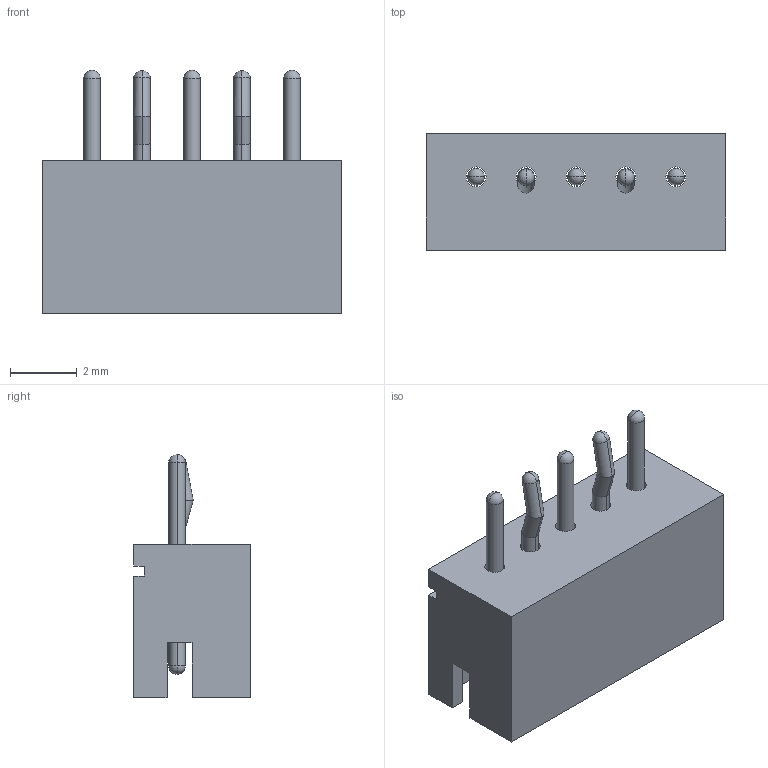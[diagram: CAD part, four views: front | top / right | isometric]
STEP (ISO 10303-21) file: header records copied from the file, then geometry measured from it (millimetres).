
FILE_DESCRIPTION((''),'2;1');
FILE_NAME('JS-1174-05','2018-04-27T',('csrd01'),(''),'CREO PARAMETRIC BY PTC INC, 2017300','CREO PARAMETRIC BY PTC INC, 2017300','');
FILE_SCHEMA(('CONFIG_CONTROL_DESIGN'));
Length unit declared in the file: millimetre
Products named in the file (1): JS-1174-05
Bounding box: 9 x 3.5 x 7.3 mm (x, y, z)
Volume: 68.8 mm3; surface area: 318.9 mm2
Topology: 6 solids, 6 shells, 82 faces, 222 edges, 130 vertices
Faces by surface type: plane 34, cylinder 28, sphere 20
Entity records: 2554 total; most frequent: CARTESIAN_POINT 530, DIRECTION 410, ORIENTED_EDGE 404, EDGE_CURVE 202, AXIS2_PLACEMENT_3D 142, VERTEX_POINT 130, VECTOR 126, LINE 126
